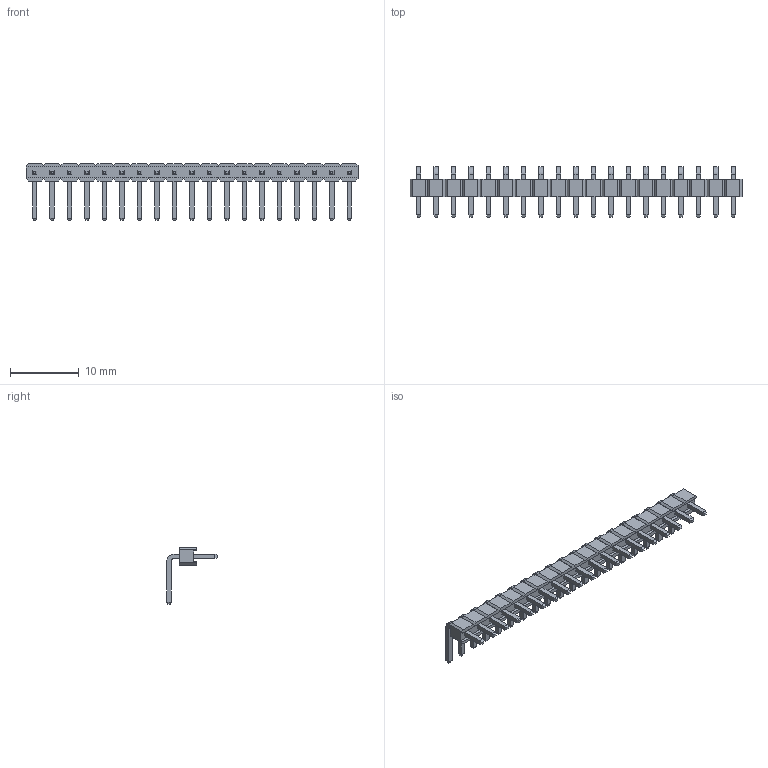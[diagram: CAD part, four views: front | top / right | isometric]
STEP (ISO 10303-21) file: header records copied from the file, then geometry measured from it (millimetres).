
FILE_DESCRIPTION (( 'STEP AP214' ), '1' );
FILE_NAME ('SW3dPS-0.1inch pin strip right angle.STEP', '2009-09-17T21:56:40', ( 'sysAdmin' ), ( 'SolidWorks' ), 'SwSTEP 2.0', 'SolidWorks 2009', '' );
FILE_SCHEMA (( 'AUTOMOTIVE_DESIGN' ));
Length unit declared in the file: millimetre
Products named in the file (1): SW3dPS-0.1inch pin strip right angle
Bounding box: 48.26 x 7.33 x 8.27 mm (x, y, z)
Volume: 356.4 mm3; surface area: 1111.8 mm2
Topology: 1 solids, 1 shells, 540 faces, 1348 edges, 848 vertices
Faces by surface type: plane 502, cylinder 38
Entity records: 16988 total; most frequent: CARTESIAN_POINT 2737, ORIENTED_EDGE 2696, DIRECTION 2506, EDGE_CURVE 1348, VECTOR 1272, LINE 1272, VERTEX_POINT 848, AXIS2_PLACEMENT_3D 617
